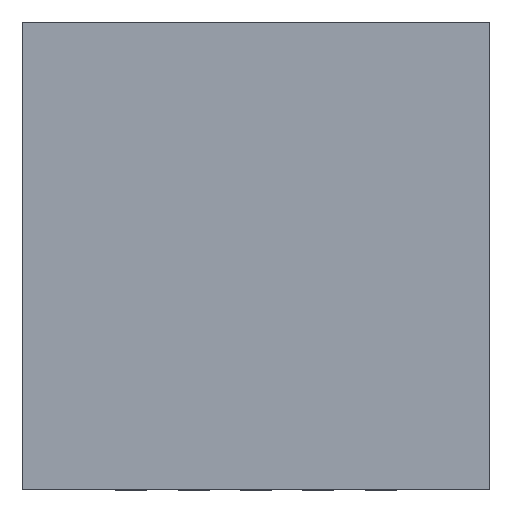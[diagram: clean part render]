
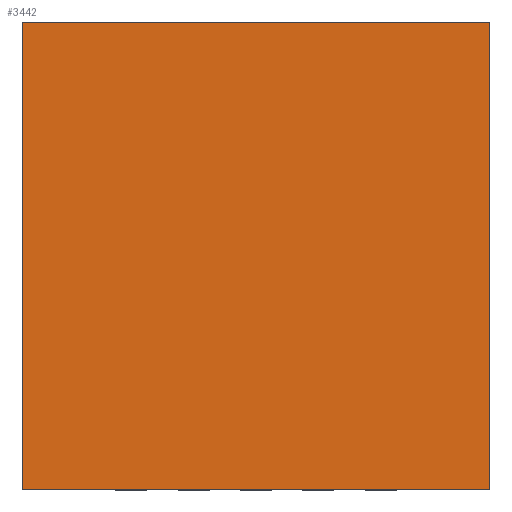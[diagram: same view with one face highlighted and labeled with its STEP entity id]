
A CAD part, top view. The second image highlights one B-rep face of the part: STEP entity #3442.
In plain terms, the highlighted face is planar.
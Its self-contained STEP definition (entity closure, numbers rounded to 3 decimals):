
#1457=DIRECTION('',(0.,0.,1.));
#1458=VECTOR('',#1457,3.);
#1459=CARTESIAN_POINT('',(-1.5,0.775,-1.5));
#1460=LINE('',#1459,#1458);
#1464=DIRECTION('',(-1.,0.,0.));
#1465=VECTOR('',#1464,3.);
#1466=CARTESIAN_POINT('',(1.5,0.775,-1.5));
#1467=LINE('',#1466,#1465);
#1471=DIRECTION('',(0.,0.,-1.));
#1472=VECTOR('',#1471,3.);
#1473=CARTESIAN_POINT('',(1.5,0.775,1.5));
#1474=LINE('',#1473,#1472);
#1478=DIRECTION('',(1.,0.,0.));
#1479=VECTOR('',#1478,3.);
#1480=CARTESIAN_POINT('',(-1.5,0.775,1.5));
#1481=LINE('',#1480,#1479);
#2039=CARTESIAN_POINT('',(-1.5,0.775,-1.5));
#2040=CARTESIAN_POINT('',(-1.5,0.775,1.5));
#2041=VERTEX_POINT('',#2039);
#2042=VERTEX_POINT('',#2040);
#2043=CARTESIAN_POINT('',(1.5,0.775,1.5));
#2044=VERTEX_POINT('',#2043);
#2045=CARTESIAN_POINT('',(1.5,0.775,-1.5));
#2046=VERTEX_POINT('',#2045);
#3431=CARTESIAN_POINT('',(0.,0.775,0.));
#3432=DIRECTION('',(0.,1.,0.));
#3433=DIRECTION('',(1.,0.,0.));
#3434=AXIS2_PLACEMENT_3D('',#3431,#3432,#3433);
#3435=PLANE('',#3434);
#3436=ORIENTED_EDGE('',*,*,#2639,.F.);
#3437=ORIENTED_EDGE('',*,*,#2954,.F.);
#3438=ORIENTED_EDGE('',*,*,#3242,.F.);
#3439=ORIENTED_EDGE('',*,*,#3341,.F.);
#3440=EDGE_LOOP('',(#3436,#3437,#3438,#3439));
#3441=FACE_OUTER_BOUND('',#3440,.F.);
#3442=ADVANCED_FACE('',(#3441),#3435,.T.);
#2639=EDGE_CURVE('',#2041,#2042,#1460,.T.);
#2954=EDGE_CURVE('',#2046,#2041,#1467,.T.);
#3242=EDGE_CURVE('',#2044,#2046,#1474,.T.);
#3341=EDGE_CURVE('',#2042,#2044,#1481,.T.);
